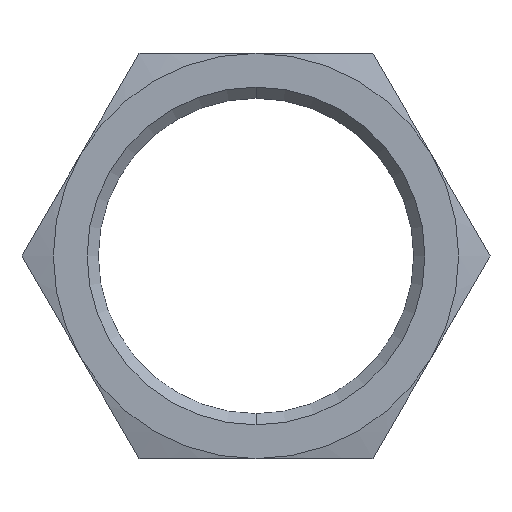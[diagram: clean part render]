
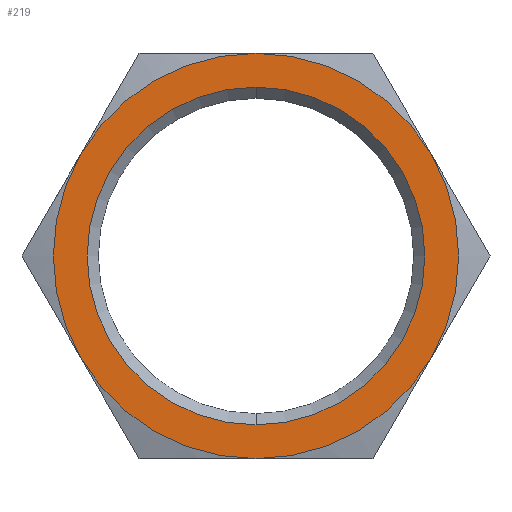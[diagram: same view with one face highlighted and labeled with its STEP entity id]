
A CAD part, left-side view. The second image highlights one B-rep face of the part: STEP entity #219.
In plain terms, the highlighted planar face has unit normal (-1, 0, 0).
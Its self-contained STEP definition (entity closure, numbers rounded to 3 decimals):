
#75 = EDGE_CURVE ( 'NONE', #418, #295, #380, .T. ) ;
#119 = AXIS2_PLACEMENT_3D ( 'NONE', #828, #829, #830 ) ;
#120 = AXIS2_PLACEMENT_3D ( 'NONE', #832, #833, #834 ) ;
#139 = AXIS2_PLACEMENT_3D ( 'NONE', #255, #261, #262 ) ;
#142 = EDGE_CURVE ( 'NONE', #470, #543, #402, .T. ) ;
#143 = EDGE_CURVE ( 'NONE', #543, #540, #522, .T. ) ;
#144 = EDGE_CURVE ( 'NONE', #540, #420, #404, .T. ) ;
#145 = EDGE_CURVE ( 'NONE', #420, #483, #412, .T. ) ;
#146 = EDGE_CURVE ( 'NONE', #483, #481, #523, .T. ) ;
#154 = AXIS2_PLACEMENT_3D ( 'NONE', #595, #596, #597 ) ;
#163 = AXIS2_PLACEMENT_3D ( 'NONE', #729, #730, #731 ) ;
#165 = AXIS2_PLACEMENT_3D ( 'NONE', #732, #733, #734 ) ;
#166 = AXIS2_PLACEMENT_3D ( 'NONE', #735, #736, #737 ) ;
#167 = AXIS2_PLACEMENT_3D ( 'NONE', #738, #739, #740 ) ;
#168 = AXIS2_PLACEMENT_3D ( 'NONE', #742, #743, #744 ) ;
#200 = EDGE_CURVE ( 'NONE', #295, #418, #426, .T. ) ;
#201 = EDGE_CURVE ( 'NONE', #481, #470, #526, .T. ) ;
#219 = ADVANCED_FACE ( 'NONE', ( #534, #535 ), #256, .F. ) ;
#255 = CARTESIAN_POINT ( 'NONE',  ( 0., 13.856, 0. ) ) ;
#256 = PLANE ( 'NONE',  #139 ) ;
#261 = DIRECTION ( 'NONE',  ( 1., 0., 0. ) ) ;
#262 = DIRECTION ( 'NONE',  ( 0., 0., -1. ) ) ;
#273 = CARTESIAN_POINT ( 'NONE',  ( 0., 0., -10. ) ) ;
#278 = CARTESIAN_POINT ( 'NONE',  ( 0., 0., 10. ) ) ;
#280 = CARTESIAN_POINT ( 'NONE',  ( 0., 0., 12. ) ) ;
#284 = CARTESIAN_POINT ( 'NONE',  ( 0., 0., -12. ) ) ;
#285 = CARTESIAN_POINT ( 'NONE',  ( 0., 10.392, -6. ) ) ;
#287 = CARTESIAN_POINT ( 'NONE',  ( 0., 10.392, 6. ) ) ;
#295 = VERTEX_POINT ( 'NONE', #273 ) ;
#297 = EDGE_LOOP ( 'NONE', ( #358, #505 ) ) ;
#355 = ORIENTED_EDGE ( 'NONE', *, *, #201, .T. ) ;
#356 = ORIENTED_EDGE ( 'NONE', *, *, #145, .T. ) ;
#357 = ORIENTED_EDGE ( 'NONE', *, *, #144, .T. ) ;
#358 = ORIENTED_EDGE ( 'NONE', *, *, #75, .T. ) ;
#360 = ORIENTED_EDGE ( 'NONE', *, *, #142, .T. ) ;
#361 = ORIENTED_EDGE ( 'NONE', *, *, #143, .T. ) ;
#363 = ORIENTED_EDGE ( 'NONE', *, *, #146, .T. ) ;
#380 = CIRCLE ( 'NONE', #154, 10. ) ;
#402 = CIRCLE ( 'NONE', #163, 12. ) ;
#404 = CIRCLE ( 'NONE', #166, 12. ) ;
#412 = CIRCLE ( 'NONE', #167, 12. ) ;
#418 = VERTEX_POINT ( 'NONE', #278 ) ;
#420 = VERTEX_POINT ( 'NONE', #280 ) ;
#426 = CIRCLE ( 'NONE', #119, 10. ) ;
#470 = VERTEX_POINT ( 'NONE', #284 ) ;
#481 = VERTEX_POINT ( 'NONE', #285 ) ;
#483 = VERTEX_POINT ( 'NONE', #287 ) ;
#505 = ORIENTED_EDGE ( 'NONE', *, *, #200, .T. ) ;
#522 = CIRCLE ( 'NONE', #165, 12. ) ;
#523 = CIRCLE ( 'NONE', #168, 12. ) ;
#526 = CIRCLE ( 'NONE', #120, 12. ) ;
#534 = FACE_BOUND ( 'NONE', #297, .T. ) ;
#535 = FACE_OUTER_BOUND ( 'NONE', #552, .T. ) ;
#540 = VERTEX_POINT ( 'NONE', #848 ) ;
#543 = VERTEX_POINT ( 'NONE', #655 ) ;
#552 = EDGE_LOOP ( 'NONE', ( #355, #360, #361, #357, #356, #363 ) ) ;
#595 = CARTESIAN_POINT ( 'NONE',  ( 0., 0., 0. ) ) ;
#596 = DIRECTION ( 'NONE',  ( 1., 0., 0. ) ) ;
#597 = DIRECTION ( 'NONE',  ( 0., 0., -1. ) ) ;
#655 = CARTESIAN_POINT ( 'NONE',  ( 0., -10.392, -6. ) ) ;
#729 = CARTESIAN_POINT ( 'NONE',  ( 0., 0., 0. ) ) ;
#730 = DIRECTION ( 'NONE',  ( -1., 0., 0. ) ) ;
#731 = DIRECTION ( 'NONE',  ( 0., 0., 1. ) ) ;
#732 = CARTESIAN_POINT ( 'NONE',  ( 0., 0., 0. ) ) ;
#733 = DIRECTION ( 'NONE',  ( -1., 0., 0. ) ) ;
#734 = DIRECTION ( 'NONE',  ( 0., 0., 1. ) ) ;
#735 = CARTESIAN_POINT ( 'NONE',  ( 0., 0., 0. ) ) ;
#736 = DIRECTION ( 'NONE',  ( -1., 0., 0. ) ) ;
#737 = DIRECTION ( 'NONE',  ( 0., 0., 1. ) ) ;
#738 = CARTESIAN_POINT ( 'NONE',  ( 0., 0., 0. ) ) ;
#739 = DIRECTION ( 'NONE',  ( -1., 0., 0. ) ) ;
#740 = DIRECTION ( 'NONE',  ( 0., 0., 1. ) ) ;
#742 = CARTESIAN_POINT ( 'NONE',  ( 0., 0., 0. ) ) ;
#743 = DIRECTION ( 'NONE',  ( -1., 0., 0. ) ) ;
#744 = DIRECTION ( 'NONE',  ( 0., 0., 1. ) ) ;
#828 = CARTESIAN_POINT ( 'NONE',  ( 0., 0., 0. ) ) ;
#829 = DIRECTION ( 'NONE',  ( 1., 0., 0. ) ) ;
#830 = DIRECTION ( 'NONE',  ( 0., 0., -1. ) ) ;
#832 = CARTESIAN_POINT ( 'NONE',  ( 0., 0., 0. ) ) ;
#833 = DIRECTION ( 'NONE',  ( -1., 0., 0. ) ) ;
#834 = DIRECTION ( 'NONE',  ( 0., 0., 1. ) ) ;
#848 = CARTESIAN_POINT ( 'NONE',  ( 0., -10.392, 6. ) ) ;
